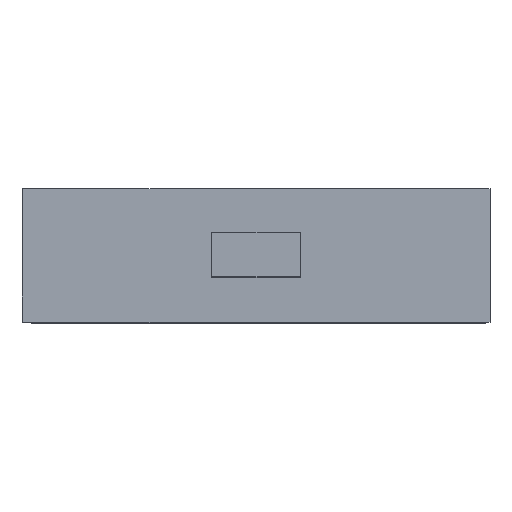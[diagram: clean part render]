
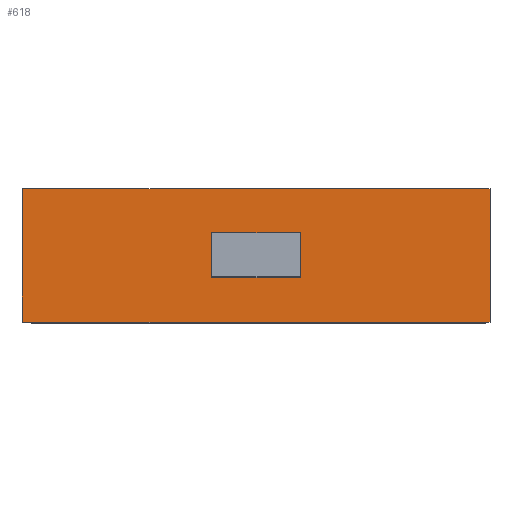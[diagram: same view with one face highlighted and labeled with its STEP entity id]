
A CAD part, top view. The second image highlights one B-rep face of the part: STEP entity #618.
In plain terms, the highlighted planar face has unit normal (0, 0, 1).
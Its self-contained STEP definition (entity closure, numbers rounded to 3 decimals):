
#21=FACE_BOUND('',#73,.T.);
#38=FACE_OUTER_BOUND('',#72,.T.);
#72=EDGE_LOOP('',(#467,#468,#469,#470));
#73=EDGE_LOOP('',(#471,#472,#473,#474));
#93=LINE('',#851,#177);
#97=LINE('',#859,#181);
#100=LINE('',#865,#184);
#103=LINE('',#870,#187);
#105=LINE('',#876,#189);
#115=LINE('',#896,#199);
#133=LINE('',#931,#217);
#134=LINE('',#933,#218);
#177=VECTOR('',#694,10.);
#181=VECTOR('',#700,10.);
#184=VECTOR('',#705,10.);
#187=VECTOR('',#710,10.);
#189=VECTOR('',#716,10.);
#199=VECTOR('',#728,10.);
#217=VECTOR('',#762,10.);
#218=VECTOR('',#765,10.);
#261=VERTEX_POINT('',#849);
#262=VERTEX_POINT('',#850);
#265=VERTEX_POINT('',#858);
#267=VERTEX_POINT('',#864);
#269=VERTEX_POINT('',#874);
#270=VERTEX_POINT('',#875);
#279=VERTEX_POINT('',#895);
#288=VERTEX_POINT('',#929);
#317=EDGE_CURVE('',#261,#262,#93,.T.);
#321=EDGE_CURVE('',#265,#261,#97,.T.);
#324=EDGE_CURVE('',#267,#265,#100,.T.);
#327=EDGE_CURVE('',#262,#267,#103,.T.);
#329=EDGE_CURVE('',#269,#270,#105,.T.);
#339=EDGE_CURVE('',#279,#270,#115,.T.);
#357=EDGE_CURVE('',#269,#288,#133,.T.);
#358=EDGE_CURVE('',#279,#288,#134,.T.);
#467=ORIENTED_EDGE('',*,*,#357,.T.);
#468=ORIENTED_EDGE('',*,*,#358,.F.);
#469=ORIENTED_EDGE('',*,*,#339,.T.);
#470=ORIENTED_EDGE('',*,*,#329,.F.);
#471=ORIENTED_EDGE('',*,*,#317,.T.);
#472=ORIENTED_EDGE('',*,*,#327,.T.);
#473=ORIENTED_EDGE('',*,*,#324,.T.);
#474=ORIENTED_EDGE('',*,*,#321,.T.);
#584=PLANE('',#668);
#618=ADVANCED_FACE('',(#38,#21),#584,.T.);
#668=AXIS2_PLACEMENT_3D('',#932,#763,#764);
#694=DIRECTION('',(0.,-1.,0.));
#700=DIRECTION('',(1.,0.,0.));
#705=DIRECTION('',(0.,1.,0.));
#710=DIRECTION('',(-1.,0.,0.));
#716=DIRECTION('',(-1.,0.,0.));
#728=DIRECTION('',(0.,-1.,0.));
#762=DIRECTION('',(0.,1.,0.));
#763=DIRECTION('center_axis',(0.,0.,1.));
#764=DIRECTION('ref_axis',(1.,0.,0.));
#765=DIRECTION('',(1.,0.,0.));
#849=CARTESIAN_POINT('',(15.125,1.,30.));
#850=CARTESIAN_POINT('',(15.125,-1.,30.));
#851=CARTESIAN_POINT('',(15.125,0.5,30.));
#858=CARTESIAN_POINT('',(11.125,1.,30.));
#859=CARTESIAN_POINT('',(6.857,1.,30.));
#864=CARTESIAN_POINT('',(11.125,-1.,30.));
#865=CARTESIAN_POINT('',(11.125,-0.5,30.));
#870=CARTESIAN_POINT('',(8.857,-1.,30.));
#874=CARTESIAN_POINT('',(23.661,-3.,30.));
#875=CARTESIAN_POINT('',(2.589,-3.,30.));
#876=CARTESIAN_POINT('',(23.661,-3.,30.));
#895=CARTESIAN_POINT('',(2.589,3.,30.));
#896=CARTESIAN_POINT('',(2.589,0.,30.));
#929=CARTESIAN_POINT('',(23.661,3.,30.));
#931=CARTESIAN_POINT('',(23.661,0.,30.));
#932=CARTESIAN_POINT('Origin',(2.589,0.,30.));
#933=CARTESIAN_POINT('',(23.661,3.,30.));
